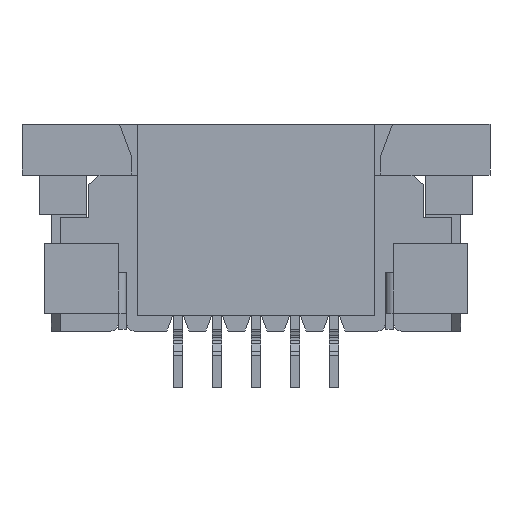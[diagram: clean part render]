
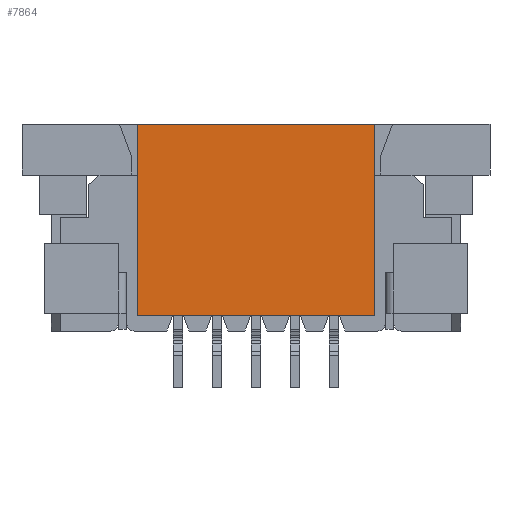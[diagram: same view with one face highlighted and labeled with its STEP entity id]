
A CAD part, front view. The second image highlights one B-rep face of the part: STEP entity #7864.
In plain terms, the highlighted planar face has unit normal (0, -1, 0).
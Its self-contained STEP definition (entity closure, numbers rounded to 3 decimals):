
#49 = CARTESIAN_POINT ( 'NONE',  ( 3.05, 0., 0.4 ) ) ;
#173 = VECTOR ( 'NONE', #928, 1000. ) ;
#400 = LINE ( 'NONE', #49, #1939 ) ;
#616 = VERTEX_POINT ( 'NONE', #824 ) ;
#654 = LINE ( 'NONE', #4469, #7107 ) ;
#823 = AXIS2_PLACEMENT_3D ( 'NONE', #8258, #7447, #6003 ) ;
#824 = CARTESIAN_POINT ( 'NONE',  ( -3.05, 0., 0.4 ) ) ;
#928 = DIRECTION ( 'NONE',  ( 0., 0., 1. ) ) ;
#1223 = VERTEX_POINT ( 'NONE', #8879 ) ;
#1514 = DIRECTION ( 'NONE',  ( 0., 0., -1. ) ) ;
#1939 = VECTOR ( 'NONE', #2968, 1000. ) ;
#2690 = EDGE_CURVE ( 'NONE', #9255, #1223, #654, .T. ) ;
#2958 = EDGE_CURVE ( 'NONE', #4196, #9255, #6458, .T. ) ;
#2968 = DIRECTION ( 'NONE',  ( -1., 0., 0. ) ) ;
#3301 = CARTESIAN_POINT ( 'NONE',  ( 3.05, 0., 5.3 ) ) ;
#3394 = CARTESIAN_POINT ( 'NONE',  ( 3.05, 0., 5.3 ) ) ;
#3941 = LINE ( 'NONE', #8559, #173 ) ;
#4196 = VERTEX_POINT ( 'NONE', #5610 ) ;
#4354 = DIRECTION ( 'NONE',  ( 1., 0., 0. ) ) ;
#4395 = PLANE ( 'NONE',  #823 ) ;
#4469 = CARTESIAN_POINT ( 'NONE',  ( 3.05, 0., 5.3 ) ) ;
#5245 = FACE_OUTER_BOUND ( 'NONE', #8950, .T. ) ;
#5609 = EDGE_CURVE ( 'NONE', #1223, #616, #400, .T. ) ;
#5610 = CARTESIAN_POINT ( 'NONE',  ( -3.05, 0., 5.3 ) ) ;
#6003 = DIRECTION ( 'NONE',  ( 0., 0., 1. ) ) ;
#6289 = EDGE_CURVE ( 'NONE', #616, #4196, #3941, .T. ) ;
#6458 = LINE ( 'NONE', #3394, #9685 ) ;
#6616 = ORIENTED_EDGE ( 'NONE', *, *, #5609, .F. ) ;
#7107 = VECTOR ( 'NONE', #1514, 1000. ) ;
#7447 = DIRECTION ( 'NONE',  ( 0., 1., 0. ) ) ;
#7864 = ADVANCED_FACE ( 'NONE', ( #5245 ), #4395, .F. ) ;
#8258 = CARTESIAN_POINT ( 'NONE',  ( 3.05, 0., 5.3 ) ) ;
#8330 = ORIENTED_EDGE ( 'NONE', *, *, #6289, .F. ) ;
#8559 = CARTESIAN_POINT ( 'NONE',  ( -3.05, 0., 5.3 ) ) ;
#8879 = CARTESIAN_POINT ( 'NONE',  ( 3.05, 0., 0.4 ) ) ;
#8950 = EDGE_LOOP ( 'NONE', ( #6616, #9743, #9510, #8330 ) ) ;
#9255 = VERTEX_POINT ( 'NONE', #3301 ) ;
#9510 = ORIENTED_EDGE ( 'NONE', *, *, #2958, .F. ) ;
#9685 = VECTOR ( 'NONE', #4354, 1000. ) ;
#9743 = ORIENTED_EDGE ( 'NONE', *, *, #2690, .F. ) ;
